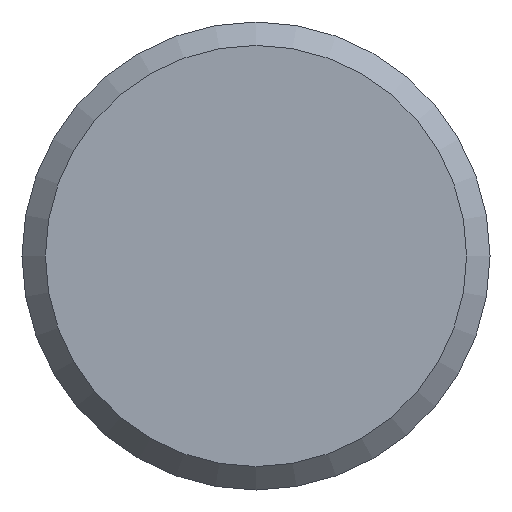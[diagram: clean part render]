
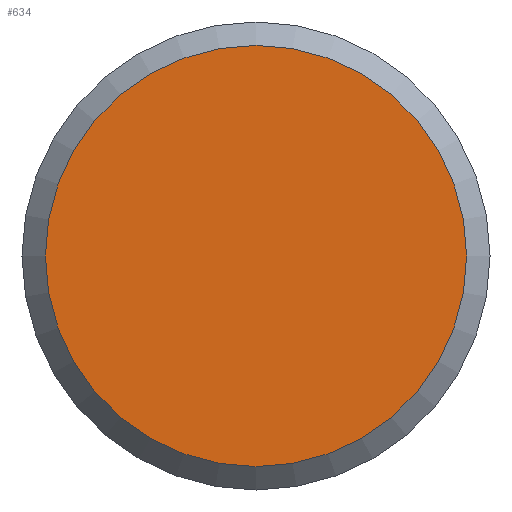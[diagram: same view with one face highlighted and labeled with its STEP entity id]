
A CAD part, front view. The second image highlights one B-rep face of the part: STEP entity #634.
In plain terms, the highlighted planar face has unit normal (0, -1, 0).
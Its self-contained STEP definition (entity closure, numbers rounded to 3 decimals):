
#40=PLANE('',#724);
#76=FACE_OUTER_BOUND('',#117,.T.);
#117=EDGE_LOOP('',(#521));
#155=CIRCLE('',#718,5.4);
#288=VERTEX_POINT('',#1065);
#365=EDGE_CURVE('',#288,#288,#155,.T.);
#521=ORIENTED_EDGE('',*,*,#365,.F.);
#634=ADVANCED_FACE('',(#76),#40,.T.);
#718=AXIS2_PLACEMENT_3D('',#1066,#881,#882);
#724=AXIS2_PLACEMENT_3D('',#1078,#895,#896);
#881=DIRECTION('center_axis',(0.,1.,0.));
#882=DIRECTION('ref_axis',(-1.,0.,0.));
#895=DIRECTION('center_axis',(0.,-1.,0.));
#896=DIRECTION('ref_axis',(0.,0.,-1.));
#1065=CARTESIAN_POINT('',(5.4,0.,0.));
#1066=CARTESIAN_POINT('Origin',(0.,0.,
0.));
#1078=CARTESIAN_POINT('Origin',(3.,0.,0.));
